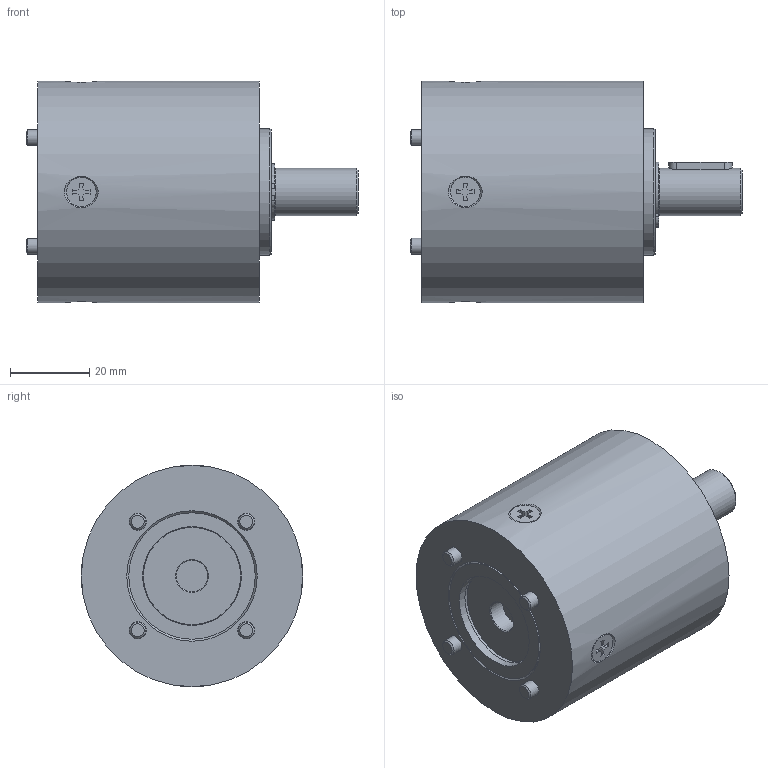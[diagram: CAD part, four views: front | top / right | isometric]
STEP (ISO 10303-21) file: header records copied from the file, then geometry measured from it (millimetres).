
FILE_DESCRIPTION(/* description */ (''),/* implementation_level */ '2;1');
FILE_NAME(/* name */ 'GP56-N1-xx-SRR.stp',/* time_stamp */ '2021-05-19T11:33:49+02:00',/* author */ ('angelika.schneid'),/* organization */ (''),/* preprocessor_version */ 'ST-DEVELOPER v17.2',/* originating_system */ 'Autodesk Inventor 2019',/* authorisation */ '');
FILE_SCHEMA (('AUTOMOTIVE_DESIGN { 1 0 10303 214 3 1 1 }'));
Length unit declared in the file: millimetre
Products named in the file (1): Bauteil12
Bounding box: 84 x 56 x 56 mm (x, y, z)
Volume: 140270 mm3; surface area: 20495.9 mm2
Topology: 1 solids, 1 shells, 204 faces, 570 edges, 389 vertices
Faces by surface type: plane 127, cylinder 39, cone 30, torus 8
Full cylindrical faces by diameter (mm): 1.7 x2, 3.242 x1, 4 x4, 4.134 x4, 4.3 x5, 7.5 x4, 8 x1, 11.5 x1, 12 x2, 14.75 x1, 17 x1, 24.72 x2, 25 x2, 26 x1, 32 x2, 56 x1
Entity records: 7079 total; most frequent: CARTESIAN_POINT 1339, DIRECTION 1165, ORIENTED_EDGE 1130, EDGE_CURVE 565, AXIS2_PLACEMENT_3D 411, VERTEX_POINT 389, LINE 343, VECTOR 343
